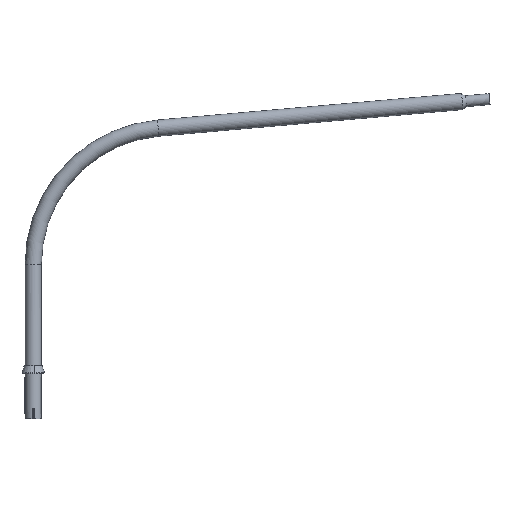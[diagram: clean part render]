
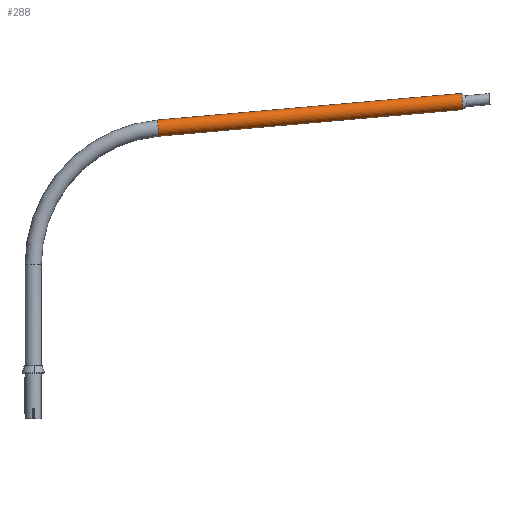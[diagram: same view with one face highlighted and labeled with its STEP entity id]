
A CAD part, front view. The second image highlights one B-rep face of the part: STEP entity #288.
In plain terms, the highlighted cylindrical face has radius 44.45 mm (diameter 88.9 mm), a partial arc.
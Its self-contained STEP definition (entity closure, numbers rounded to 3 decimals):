
#45 = VERTEX_POINT ( 'NONE', #1235 ) ;
#75 = VECTOR ( 'NONE', #529, 1000. ) ;
#113 = CARTESIAN_POINT ( 'NONE',  ( 2354.624, 1442.719, 0. ) ) ;
#166 = FACE_OUTER_BOUND ( 'NONE', #1441, .T. ) ;
#271 = EDGE_CURVE ( 'NONE', #388, #1779, #505, .T. ) ;
#288 = ADVANCED_FACE ( 'NONE', ( #166 ), #302, .T. ) ;
#302 = CYLINDRICAL_SURFACE ( 'NONE', #686, 44.45 ) ;
#308 = LINE ( 'NONE', #984, #858 ) ;
#353 = ORIENTED_EDGE ( 'NONE', *, *, #1906, .T. ) ;
#388 = VERTEX_POINT ( 'NONE', #1122 ) ;
#415 = DIRECTION ( 'NONE',  ( 0.996, 0.087, 0. ) ) ;
#445 = CARTESIAN_POINT ( 'NONE',  ( 680.759, 1385.515, 0. ) ) ;
#470 = DIRECTION ( 'NONE',  ( -0.087, 0.996, 0. ) ) ;
#505 = CIRCLE ( 'NONE', #1913, 44.45 ) ;
#529 = DIRECTION ( 'NONE',  ( 0.996, 0.087, 0. ) ) ;
#541 = CIRCLE ( 'NONE', #827, 44.45 ) ;
#606 = DIRECTION ( 'NONE',  ( -0.087, 0.996, 0. ) ) ;
#686 = AXIS2_PLACEMENT_3D ( 'NONE', #979, #1493, #470 ) ;
#708 = DIRECTION ( 'NONE',  ( 0.996, 0.087, 0. ) ) ;
#772 = CARTESIAN_POINT ( 'NONE',  ( 2350.75, 1487., 0. ) ) ;
#827 = AXIS2_PLACEMENT_3D ( 'NONE', #1982, #1780, #606 ) ;
#840 = EDGE_CURVE ( 'NONE', #1646, #388, #308, .T. ) ;
#858 = VECTOR ( 'NONE', #708, 1000. ) ;
#979 = CARTESIAN_POINT ( 'NONE',  ( 684.633, 1341.234, 0. ) ) ;
#984 = CARTESIAN_POINT ( 'NONE',  ( 680.759, 1385.515, 0. ) ) ;
#1089 = DIRECTION ( 'NONE',  ( -0.087, 0.996, 0. ) ) ;
#1122 = CARTESIAN_POINT ( 'NONE',  ( 2346.876, 1531.281, 0. ) ) ;
#1235 = CARTESIAN_POINT ( 'NONE',  ( 688.507, 1296.953, 0. ) ) ;
#1343 = LINE ( 'NONE', #1362, #75 ) ;
#1362 = CARTESIAN_POINT ( 'NONE',  ( 688.507, 1296.953, 0. ) ) ;
#1441 = EDGE_LOOP ( 'NONE', ( #1911, #353, #2088, #1657 ) ) ;
#1493 = DIRECTION ( 'NONE',  ( 0.996, 0.087, 0. ) ) ;
#1588 = EDGE_CURVE ( 'NONE', #1646, #45, #541, .T. ) ;
#1646 = VERTEX_POINT ( 'NONE', #445 ) ;
#1657 = ORIENTED_EDGE ( 'NONE', *, *, #840, .F. ) ;
#1779 = VERTEX_POINT ( 'NONE', #113 ) ;
#1780 = DIRECTION ( 'NONE',  ( 0.996, 0.087, 0. ) ) ;
#1906 = EDGE_CURVE ( 'NONE', #45, #1779, #1343, .T. ) ;
#1911 = ORIENTED_EDGE ( 'NONE', *, *, #1588, .T. ) ;
#1913 = AXIS2_PLACEMENT_3D ( 'NONE', #772, #415, #1089 ) ;
#1982 = CARTESIAN_POINT ( 'NONE',  ( 684.633, 1341.234, 0. ) ) ;
#2088 = ORIENTED_EDGE ( 'NONE', *, *, #271, .F. ) ;
